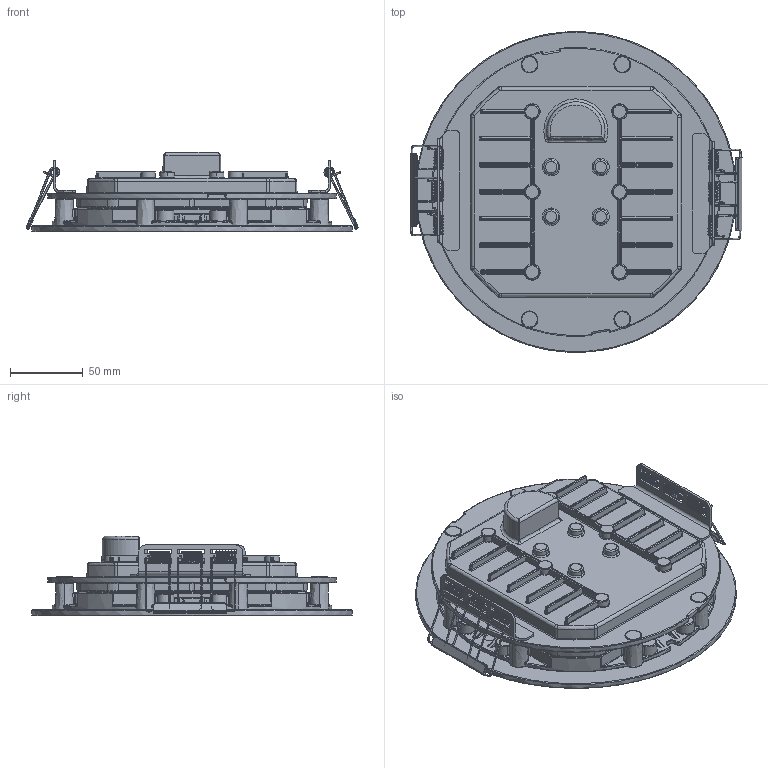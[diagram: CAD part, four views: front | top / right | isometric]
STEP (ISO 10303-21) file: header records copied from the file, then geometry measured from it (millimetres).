
FILE_DESCRIPTION(/* description */ (''),/* implementation_level */ '2;1');
FILE_NAME(/* name */ 'T4201900_EGO 220 VETRO DL FLAT TONDO',/* time_stamp */ '2018-02-05T10:35:14+01:00',/* author */ (''),/* organization */ (''),/* preprocessor_version */ 'ST-DEVELOPER v15',/* originating_system */ '',/* authorisation */ '');
FILE_SCHEMA (('CONFIG_CONTROL_DESIGN'));
Products named in the file (1): Document
Bounding box: 227.7 x 219.81 x 54.6 mm (x, y, z)
Volume: 171882.4 mm3; surface area: 255835.5 mm2
Topology: 8 solids, 23 shells, 2887 faces, 7146 edges, 4080 vertices
Faces by surface type: bspline 2492, plane 395
Entity records: 146940 total; most frequent: CARTESIAN_POINT 110002, ORIENTED_EDGE 13874, EDGE_CURVE 6972, VERTEX_POINT 4081, EDGE_LOOP 2922, ADVANCED_FACE 2875, FACE_OUTER_BOUND 2875, B_SPLINE_CURVE_WITH_KNOTS 1977
